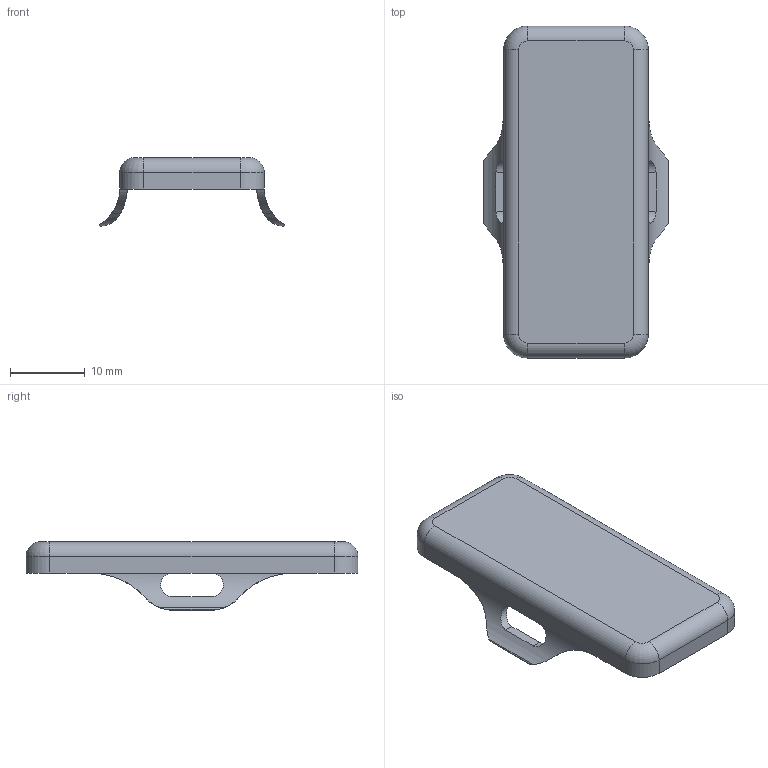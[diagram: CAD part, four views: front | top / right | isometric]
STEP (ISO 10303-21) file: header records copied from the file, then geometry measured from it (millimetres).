
FILE_DESCRIPTION(('CATIA V5R19 STEP'),'2;1');
FILE_NAME ('D1453362_0_1610700000_1610700000.stp','2015-10-27T10:50:54+00:00',('none'),('Weidmueller'),'CATIA Version 5 Release 20 SP 5 (IN-10)','CATIA V5 STEP AP214','none');
FILE_SCHEMA(('AUTOMOTIVE_DESIGN { 1 0 10303 214 1 1 1 1 }'));
Length unit declared in the file: millimetre
Products named in the file (1): WKM 18/43 ANWENDUNG
Bounding box: 24.79 x 44.5 x 9.2 mm (x, y, z)
Volume: 2910.2 mm3; surface area: 3887.5 mm2
Topology: 1 solids, 2 shells, 54 faces, 150 edges, 96 vertices
Faces by surface type: cylinder 34, plane 12, torus 8
Entity records: 1911 total; most frequent: CARTESIAN_POINT 614, ORIENTED_EDGE 300, DIRECTION 204, EDGE_CURVE 150, VERTEX_POINT 96, AXIS2_PLACEMENT_3D 84, VECTOR 74, LINE 74
